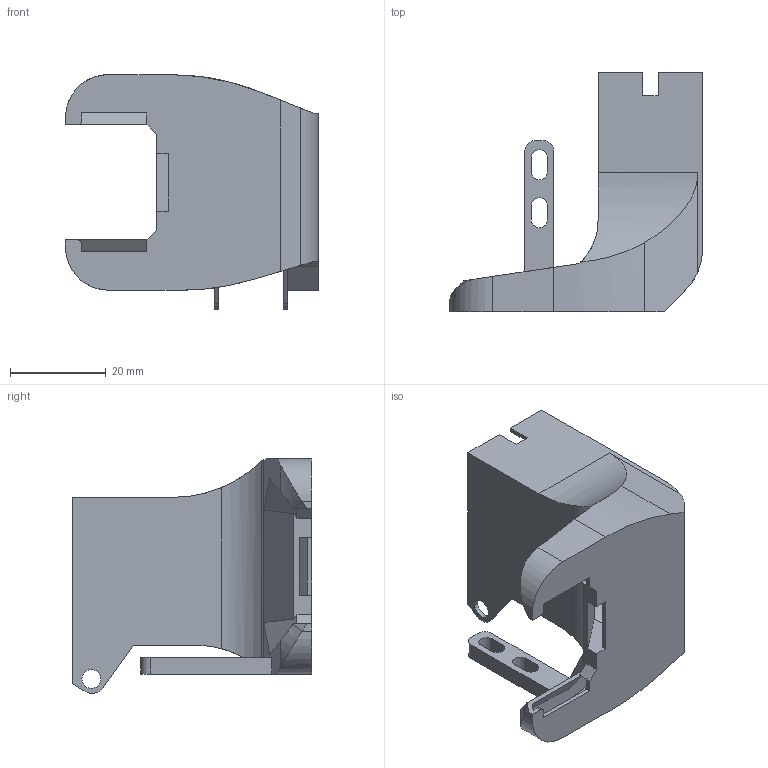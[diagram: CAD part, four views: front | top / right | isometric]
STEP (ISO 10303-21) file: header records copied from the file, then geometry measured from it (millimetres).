
FILE_DESCRIPTION((''),'2;1');
FILE_NAME('NOZZLE2','2021-01-01T22:02:08',('XA'),(''),'','');
FILE_SCHEMA(('CONFIG_CONTROL_DESIGN'));
Length unit declared in the file: millimetre
Products named in the file (1): NOZZLE2
Bounding box: 52.8 x 50 x 49.02 mm (x, y, z)
Volume: 7457.9 mm3; surface area: 16514.9 mm2
Topology: 1 solids, 1 shells, 151 faces, 454 edges, 296 vertices
Faces by surface type: plane 114, cylinder 33, bspline 4
Entity records: 5362 total; most frequent: CARTESIAN_POINT 1281, ORIENTED_EDGE 908, DIRECTION 753, EDGE_CURVE 454, VECTOR 343, LINE 343, VERTEX_POINT 296, AXIS2_PLACEMENT_3D 205
